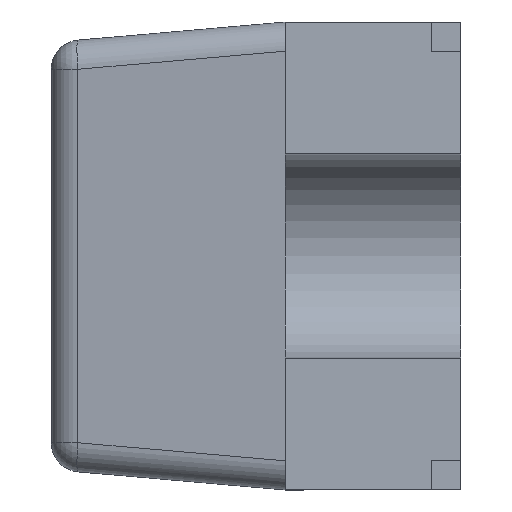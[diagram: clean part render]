
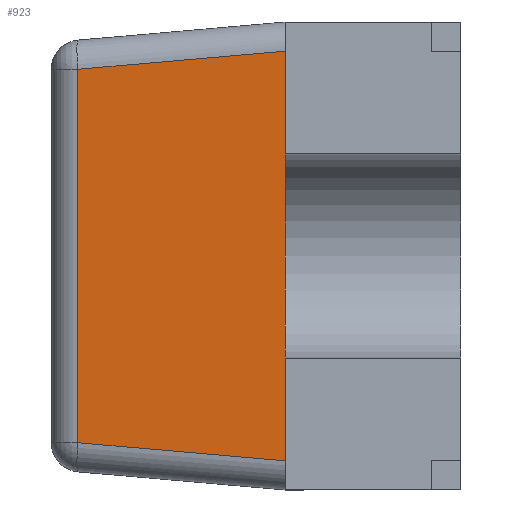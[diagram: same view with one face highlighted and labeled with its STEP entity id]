
A CAD part, left-side view. The second image highlights one B-rep face of the part: STEP entity #923.
In plain terms, the highlighted planar face has unit normal (-0.996, 0.087, 0).
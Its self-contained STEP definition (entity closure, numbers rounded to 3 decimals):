
#21 = VERTEX_POINT ( 'NONE', #183 ) ;
#175 = VECTOR ( 'NONE', #2772, 1000. ) ;
#183 = CARTESIAN_POINT ( 'NONE',  ( -0.519, 0.354, 0.319 ) ) ;
#515 = VERTEX_POINT ( 'NONE', #881 ) ;
#527 = LINE ( 'NONE', #912, #175 ) ;
#538 = DIRECTION ( 'NONE',  ( -0.996, 0.087, 0. ) ) ;
#860 = LINE ( 'NONE', #1127, #950 ) ;
#881 = CARTESIAN_POINT ( 'NONE',  ( -0.55, 0., -0.35 ) ) ;
#912 = CARTESIAN_POINT ( 'NONE',  ( -0.544, 0.065, 0.345 ) ) ;
#923 = ADVANCED_FACE ( 'NONE', ( #2325 ), #1620, .T. ) ;
#950 = VECTOR ( 'NONE', #1152, 1000. ) ;
#991 = DIRECTION ( 'NONE',  ( -0.087, -0.996, 0. ) ) ;
#1127 = CARTESIAN_POINT ( 'NONE',  ( -0.519, 0.354, -0.4 ) ) ;
#1152 = DIRECTION ( 'NONE',  ( 0., 0., -1. ) ) ;
#1163 = ORIENTED_EDGE ( 'NONE', *, *, #1583, .T. ) ;
#1224 = EDGE_CURVE ( 'NONE', #515, #2058, #2687, .T. ) ;
#1327 = CARTESIAN_POINT ( 'NONE',  ( -0.55, 0., -0.4 ) ) ;
#1338 = CARTESIAN_POINT ( 'NONE',  ( -0.55, -0.004, -0.351 ) ) ;
#1341 = LINE ( 'NONE', #1338, #1680 ) ;
#1357 = AXIS2_PLACEMENT_3D ( 'NONE', #1327, #538, #991 ) ;
#1534 = ORIENTED_EDGE ( 'NONE', *, *, #2560, .T. ) ;
#1583 = EDGE_CURVE ( 'NONE', #21, #1892, #860, .T. ) ;
#1620 = PLANE ( 'NONE',  #1357 ) ;
#1680 = VECTOR ( 'NONE', #3129, 1000. ) ;
#1892 = VERTEX_POINT ( 'NONE', #2539 ) ;
#2009 = ORIENTED_EDGE ( 'NONE', *, *, #2695, .T. ) ;
#2058 = VERTEX_POINT ( 'NONE', #3100 ) ;
#2155 = ORIENTED_EDGE ( 'NONE', *, *, #1224, .T. ) ;
#2325 = FACE_OUTER_BOUND ( 'NONE', #2599, .T. ) ;
#2539 = CARTESIAN_POINT ( 'NONE',  ( -0.519, 0.354, -0.319 ) ) ;
#2560 = EDGE_CURVE ( 'NONE', #1892, #515, #1341, .T. ) ;
#2599 = EDGE_LOOP ( 'NONE', ( #1163, #1534, #2155, #2009 ) ) ;
#2687 = LINE ( 'NONE', #2727, #2779 ) ;
#2695 = EDGE_CURVE ( 'NONE', #2058, #21, #527, .T. ) ;
#2727 = CARTESIAN_POINT ( 'NONE',  ( -0.55, 0., -0.4 ) ) ;
#2772 = DIRECTION ( 'NONE',  ( 0.087, 0.992, -0.087 ) ) ;
#2779 = VECTOR ( 'NONE', #2829, 1000. ) ;
#2829 = DIRECTION ( 'NONE',  ( 0., 0., 1. ) ) ;
#3100 = CARTESIAN_POINT ( 'NONE',  ( -0.55, 0., 0.35 ) ) ;
#3129 = DIRECTION ( 'NONE',  ( -0.087, -0.992, -0.087 ) ) ;
